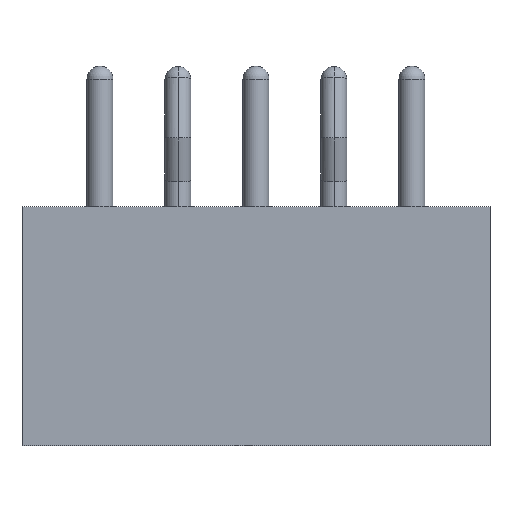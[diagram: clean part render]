
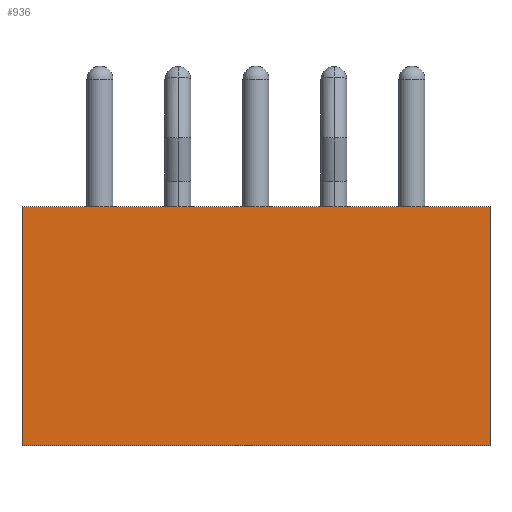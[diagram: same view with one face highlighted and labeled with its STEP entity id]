
A CAD part, front view. The second image highlights one B-rep face of the part: STEP entity #936.
In plain terms, the highlighted planar face has unit normal (0, -1, 0).
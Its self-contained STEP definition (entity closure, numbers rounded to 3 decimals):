
#101=DIRECTION('',(0.,0.,-1.));
#102=VECTOR('',#101,4.6);
#103=CARTESIAN_POINT('',(-4.5,-1.75,2.3));
#104=LINE('',#103,#102);
#105=DIRECTION('',(0.,0.,1.));
#106=VECTOR('',#105,4.6);
#107=CARTESIAN_POINT('',(4.5,-1.75,-2.3));
#108=LINE('',#107,#106);
#109=DIRECTION('',(1.,0.,0.));
#110=VECTOR('',#109,9.);
#111=CARTESIAN_POINT('',(-4.5,-1.75,-2.3));
#112=LINE('',#111,#110);
#121=DIRECTION('',(1.,0.,0.));
#122=VECTOR('',#121,9.);
#123=CARTESIAN_POINT('',(-4.5,-1.75,2.3));
#124=LINE('',#123,#122);
#541=CARTESIAN_POINT('',(-4.5,-1.75,-2.3));
#542=VERTEX_POINT('',#541);
#543=CARTESIAN_POINT('',(-4.5,-1.75,2.3));
#544=VERTEX_POINT('',#543);
#587=CARTESIAN_POINT('',(4.5,-1.75,-2.3));
#588=VERTEX_POINT('',#587);
#629=CARTESIAN_POINT('',(4.5,-1.75,2.3));
#630=VERTEX_POINT('',#629);
#923=CARTESIAN_POINT('',(0.,-1.75,0.));
#924=DIRECTION('',(0.,1.,0.));
#925=DIRECTION('',(0.,0.,-1.));
#926=AXIS2_PLACEMENT_3D('',#923,#924,#925);
#927=PLANE('',#926);
#928=ORIENTED_EDGE('',*,*,#848,.F.);
#930=ORIENTED_EDGE('',*,*,#929,.T.);
#932=ORIENTED_EDGE('',*,*,#931,.F.);
#933=ORIENTED_EDGE('',*,*,#909,.F.);
#934=EDGE_LOOP('',(#928,#930,#932,#933));
#935=FACE_OUTER_BOUND('',#934,.F.);
#936=ADVANCED_FACE('',(#935),#927,.F.);
#848=EDGE_CURVE('',#544,#542,#104,.T.);
#909=EDGE_CURVE('',#542,#588,#112,.T.);
#929=EDGE_CURVE('',#544,#630,#124,.T.);
#931=EDGE_CURVE('',#588,#630,#108,.T.);
